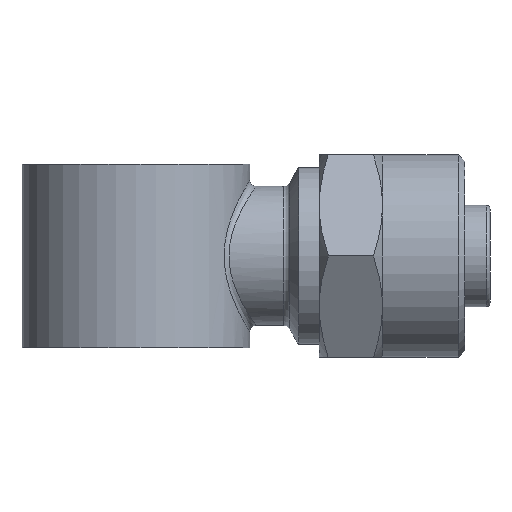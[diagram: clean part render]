
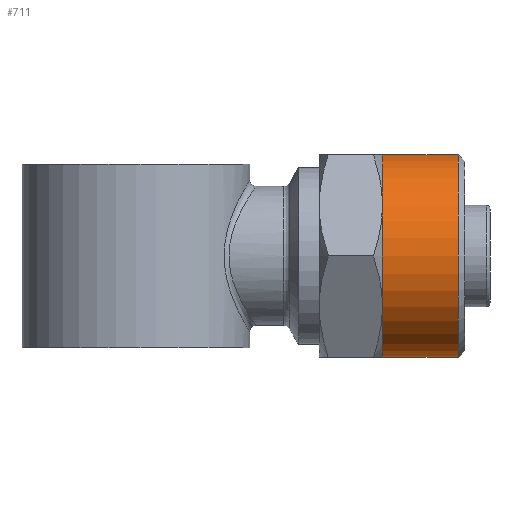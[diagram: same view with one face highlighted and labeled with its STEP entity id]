
A CAD part, front view. The second image highlights one B-rep face of the part: STEP entity #711.
In plain terms, the highlighted cylindrical face has radius 8 mm (diameter 16 mm), a full revolution.
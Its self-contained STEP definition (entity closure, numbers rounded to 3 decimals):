
#121=FACE_BOUND('',#253,.T.);
#173=FACE_OUTER_BOUND('',#252,.T.);
#252=EDGE_LOOP('',(#579));
#253=EDGE_LOOP('',(#580,#581,#582,#583,#584,#585));
#300=CIRCLE('',#792,8.);
#301=CIRCLE('',#794,8.);
#302=CIRCLE('',#796,8.);
#303=CIRCLE('',#798,8.);
#304=CIRCLE('',#800,8.);
#305=CIRCLE('',#802,8.);
#306=CIRCLE('',#804,8.);
#340=VERTEX_POINT('',#1377);
#345=VERTEX_POINT('',#1397);
#349=VERTEX_POINT('',#1415);
#353=VERTEX_POINT('',#1433);
#357=VERTEX_POINT('',#1451);
#361=VERTEX_POINT('',#1469);
#364=VERTEX_POINT('',#1511);
#435=EDGE_CURVE('',#353,#349,#300,.T.);
#436=EDGE_CURVE('',#357,#353,#301,.T.);
#437=EDGE_CURVE('',#361,#357,#302,.T.);
#438=EDGE_CURVE('',#340,#361,#303,.T.);
#439=EDGE_CURVE('',#345,#340,#304,.T.);
#440=EDGE_CURVE('',#349,#345,#305,.T.);
#441=EDGE_CURVE('',#364,#364,#306,.T.);
#579=ORIENTED_EDGE('',*,*,#441,.T.);
#580=ORIENTED_EDGE('',*,*,#438,.F.);
#581=ORIENTED_EDGE('',*,*,#439,.F.);
#582=ORIENTED_EDGE('',*,*,#440,.F.);
#583=ORIENTED_EDGE('',*,*,#435,.F.);
#584=ORIENTED_EDGE('',*,*,#436,.F.);
#585=ORIENTED_EDGE('',*,*,#437,.F.);
#610=CYLINDRICAL_SURFACE('',#803,8.);
#711=ADVANCED_FACE('',(#173,#121),#610,.T.);
#792=AXIS2_PLACEMENT_3D('',#1499,#964,#965);
#794=AXIS2_PLACEMENT_3D('',#1501,#968,#969);
#796=AXIS2_PLACEMENT_3D('',#1503,#972,#973);
#798=AXIS2_PLACEMENT_3D('',#1505,#976,#977);
#800=AXIS2_PLACEMENT_3D('',#1507,#980,#981);
#802=AXIS2_PLACEMENT_3D('',#1509,#984,#985);
#803=AXIS2_PLACEMENT_3D('',#1510,#986,#987);
#804=AXIS2_PLACEMENT_3D('',#1512,#988,#989);
#964=DIRECTION('center_axis',(-1.,0.,0.));
#965=DIRECTION('ref_axis',(0.,0.5,-0.866));
#968=DIRECTION('center_axis',(-1.,0.,0.));
#969=DIRECTION('ref_axis',(0.,0.5,-0.866));
#972=DIRECTION('center_axis',(-1.,0.,0.));
#973=DIRECTION('ref_axis',(0.,0.5,-0.866));
#976=DIRECTION('center_axis',(-1.,0.,0.));
#977=DIRECTION('ref_axis',(0.,0.5,-0.866));
#980=DIRECTION('center_axis',(-1.,0.,0.));
#981=DIRECTION('ref_axis',(0.,0.5,-0.866));
#984=DIRECTION('center_axis',(-1.,0.,0.));
#985=DIRECTION('ref_axis',(0.,0.5,-0.866));
#986=DIRECTION('center_axis',(-1.,0.,0.));
#987=DIRECTION('ref_axis',(0.,0.866,0.5));
#988=DIRECTION('center_axis',(-1.,0.,0.));
#989=DIRECTION('ref_axis',(0.,0.866,0.5));
#1377=CARTESIAN_POINT('',(19.5,0.,-8.));
#1397=CARTESIAN_POINT('',(19.5,6.928,-4.));
#1415=CARTESIAN_POINT('',(19.5,6.928,4.));
#1433=CARTESIAN_POINT('',(19.5,0.,8.));
#1451=CARTESIAN_POINT('',(19.5,-6.928,4.));
#1469=CARTESIAN_POINT('',(19.5,-6.928,-4.));
#1499=CARTESIAN_POINT('Origin',(19.5,0.,0.));
#1501=CARTESIAN_POINT('Origin',(19.5,0.,0.));
#1503=CARTESIAN_POINT('Origin',(19.5,0.,0.));
#1505=CARTESIAN_POINT('Origin',(19.5,0.,0.));
#1507=CARTESIAN_POINT('Origin',(19.5,0.,0.));
#1509=CARTESIAN_POINT('Origin',(19.5,0.,0.));
#1510=CARTESIAN_POINT('Origin',(26.,0.,0.));
#1511=CARTESIAN_POINT('',(25.5,6.928,4.));
#1512=CARTESIAN_POINT('Origin',(25.5,0.,0.));
